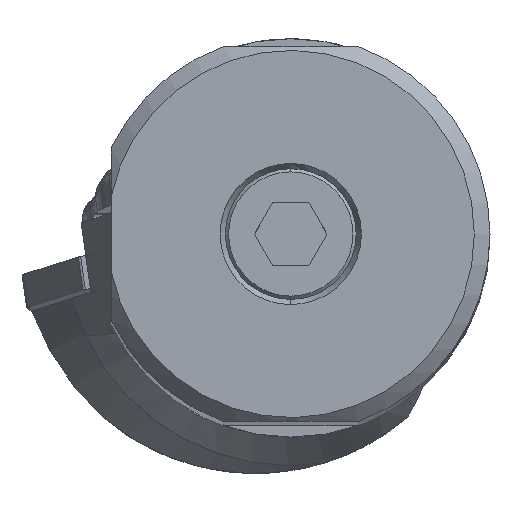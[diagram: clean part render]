
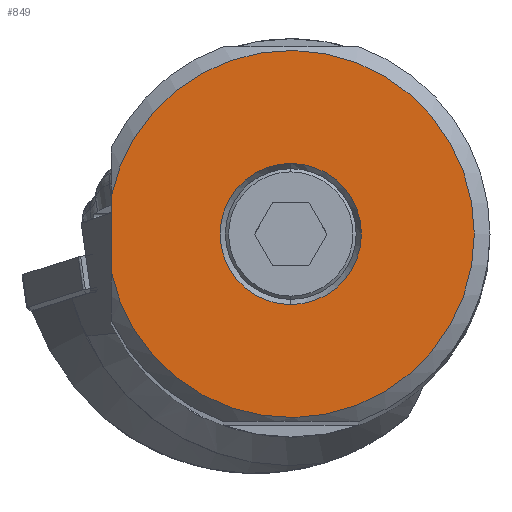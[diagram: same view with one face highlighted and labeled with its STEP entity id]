
A CAD part, top view. The second image highlights one B-rep face of the part: STEP entity #849.
In plain terms, the highlighted planar face has unit normal (0, 0, 1).
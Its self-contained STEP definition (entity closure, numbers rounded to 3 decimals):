
#849=ADVANCED_FACE('',(#1228,#1229),#1150,.T.);
#1150=PLANE('',#5422);
#1228=FACE_BOUND('',#1260,.T.);
#1229=FACE_BOUND('',#1261,.T.);
#1260=EDGE_LOOP('',(#2099,#2100));
#1261=EDGE_LOOP('',(#2101,#2102));
#1577=LINE('',#7418,#1837);
#1837=VECTOR('',#6024,1.);
#2099=ORIENTED_EDGE('',*,*,#4197,.F.);
#2100=ORIENTED_EDGE('',*,*,#4198,.T.);
#2101=ORIENTED_EDGE('',*,*,#4199,.F.);
#2102=ORIENTED_EDGE('',*,*,#4200,.F.);
#3685=VERTEX_POINT('',#7416);
#3686=VERTEX_POINT('',#7417);
#3687=VERTEX_POINT('',#7420);
#3688=VERTEX_POINT('',#7421);
#4197=EDGE_CURVE('',#3685,#3686,#4990,.T.);
#4198=EDGE_CURVE('',#3685,#3686,#1577,.T.);
#4199=EDGE_CURVE('',#3687,#3688,#4991,.T.);
#4200=EDGE_CURVE('',#3688,#3687,#4992,.T.);
#4990=CIRCLE('',#5419,23.4);
#4991=CIRCLE('',#5420,9.);
#4992=CIRCLE('',#5421,9.);
#5419=AXIS2_PLACEMENT_3D('',#7415,#6022,#6023);
#5420=AXIS2_PLACEMENT_3D('',#7419,#6025,#6026);
#5421=AXIS2_PLACEMENT_3D('',#7422,#6027,#6028);
#5422=AXIS2_PLACEMENT_3D('',#7423,#6029,#6030);
#6022=DIRECTION('',(0.,0.,-1.));
#6023=DIRECTION('',(-0.979,0.206,0.));
#6024=DIRECTION('',(0.,-1.,0.));
#6025=DIRECTION('',(0.,0.,1.));
#6026=DIRECTION('',(0.,-1.,0.));
#6027=DIRECTION('',(0.,0.,1.));
#6028=DIRECTION('',(0.,1.,0.));
#6029=DIRECTION('',(0.,0.,1.));
#6030=DIRECTION('',(1.,0.,0.));
#7415=CARTESIAN_POINT('',(0.,0.,0.));
#7416=CARTESIAN_POINT('',(-22.9,4.811,0.));
#7417=CARTESIAN_POINT('',(-22.9,-4.811,0.));
#7418=CARTESIAN_POINT('',(-22.9,4.811,0.));
#7419=CARTESIAN_POINT('',(0.,0.,0.));
#7420=CARTESIAN_POINT('',(0.,-9.,0.));
#7421=CARTESIAN_POINT('',(0.,9.,0.));
#7422=CARTESIAN_POINT('',(0.,0.,0.));
#7423=CARTESIAN_POINT('',(0.25,0.001,0.));
